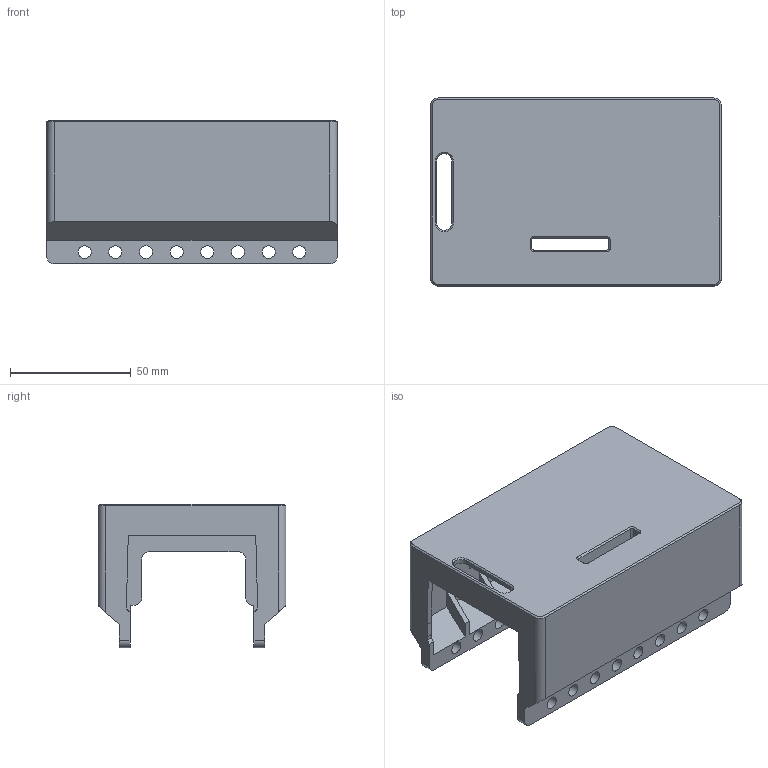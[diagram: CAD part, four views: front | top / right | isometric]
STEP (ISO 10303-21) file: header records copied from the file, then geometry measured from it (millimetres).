
FILE_DESCRIPTION(/* description */ (''),/* implementation_level */ '2;1');
FILE_NAME(/* name */ 'VH-109 Case Tube Clamp Side Fan.step',/* time_stamp */ '2024-07-10T06:37:49-04:00',/* author */ (''),/* organization */ (''),/* preprocessor_version */ 'ST-DEVELOPER v20',/* originating_system */ 'Autodesk Translation Framework v13.14.0.145',/* authorisation */ '');
FILE_SCHEMA (('AUTOMOTIVE_DESIGN { 1 0 10303 214 3 1 1 }'));
Length unit declared in the file: inch
Products named in the file (1): Case
Bounding box: 120.31 x 77.84 x 59.51 mm (x, y, z)
Volume: 71965.9 mm3; surface area: 60335.9 mm2
Topology: 1 solids, 1 shells, 207 faces, 589 edges, 382 vertices
Faces by surface type: plane 123, cylinder 74, cone 10
Full cylindrical faces by diameter (mm): 3.45 x4, 4.762 x4, 5.334 x16, 38 x1
Entity records: 6912 total; most frequent: CARTESIAN_POINT 1282, ORIENTED_EDGE 1178, DIRECTION 1151, EDGE_CURVE 589, LINE 421, VECTOR 421, VERTEX_POINT 382, AXIS2_PLACEMENT_3D 365
